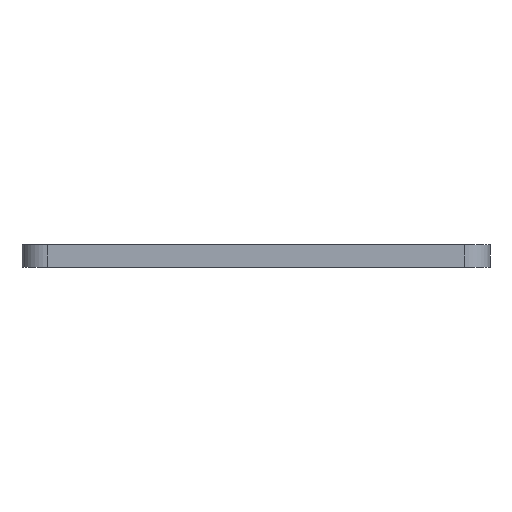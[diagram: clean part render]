
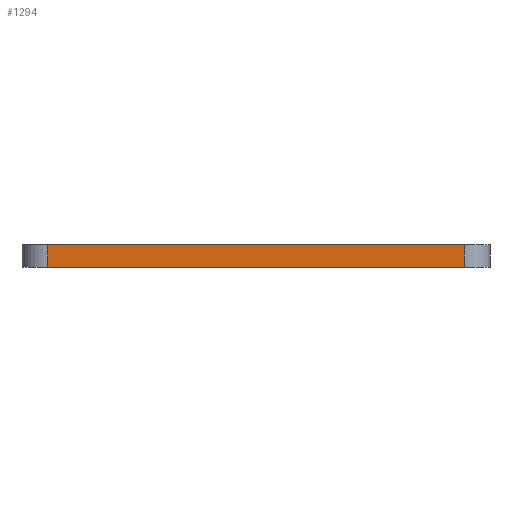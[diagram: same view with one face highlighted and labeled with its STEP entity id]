
A CAD part, left-side view. The second image highlights one B-rep face of the part: STEP entity #1294.
In plain terms, the highlighted planar face has unit normal (-1, 0, 0).
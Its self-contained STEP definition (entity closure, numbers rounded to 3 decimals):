
#239=FACE_OUTER_BOUND('',#354,.T.);
#354=EDGE_LOOP('',(#1149,#1150,#1151,#1152));
#384=LINE('',#1930,#480);
#407=LINE('',#2017,#503);
#453=LINE('',#2225,#549);
#454=LINE('',#2226,#550);
#480=VECTOR('',#1510,10.);
#503=VECTOR('',#1607,10.);
#549=VECTOR('',#1853,10.);
#550=VECTOR('',#1854,10.);
#571=VERTEX_POINT('',#1918);
#576=VERTEX_POINT('',#1928);
#602=VERTEX_POINT('',#2014);
#603=VERTEX_POINT('',#2016);
#693=EDGE_CURVE('',#576,#571,#384,.T.);
#736=EDGE_CURVE('',#602,#603,#407,.T.);
#831=EDGE_CURVE('',#571,#602,#453,.T.);
#832=EDGE_CURVE('',#576,#603,#454,.T.);
#1149=ORIENTED_EDGE('',*,*,#831,.F.);
#1150=ORIENTED_EDGE('',*,*,#693,.F.);
#1151=ORIENTED_EDGE('',*,*,#832,.T.);
#1152=ORIENTED_EDGE('',*,*,#736,.F.);
#1216=PLANE('',#1453);
#1294=ADVANCED_FACE('',(#239),#1216,.T.);
#1453=AXIS2_PLACEMENT_3D('',#2224,#1851,#1852);
#1510=DIRECTION('',(0.,1.,0.));
#1607=DIRECTION('',(0.,-1.,0.));
#1851=DIRECTION('center_axis',(-1.,0.,0.));
#1852=DIRECTION('ref_axis',(0.,1.,0.));
#1853=DIRECTION('',(0.,0.,1.));
#1854=DIRECTION('',(0.,0.,1.));
#1918=CARTESIAN_POINT('',(-109.,53.15,-3.2));
#1928=CARTESIAN_POINT('',(-109.,-59.25,-3.2));
#1930=CARTESIAN_POINT('',(-109.,-59.25,-3.2));
#2014=CARTESIAN_POINT('',(-109.,53.15,3.));
#2016=CARTESIAN_POINT('',(-109.,-59.25,3.));
#2017=CARTESIAN_POINT('',(-109.,25.05,3.));
#2224=CARTESIAN_POINT('Origin',(-109.,-59.25,0.));
#2225=CARTESIAN_POINT('',(-109.,53.15,0.));
#2226=CARTESIAN_POINT('',(-109.,-59.25,0.));
